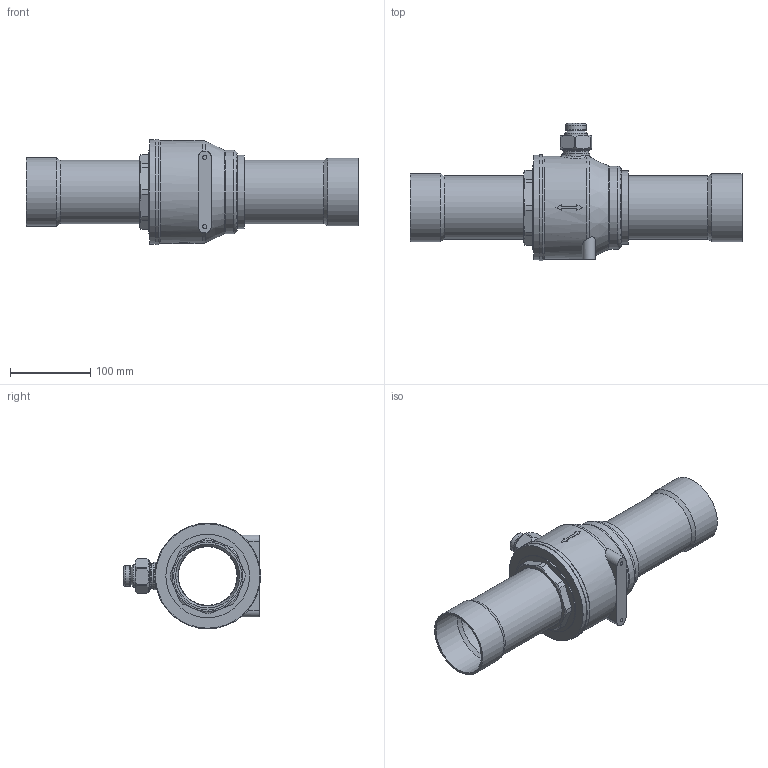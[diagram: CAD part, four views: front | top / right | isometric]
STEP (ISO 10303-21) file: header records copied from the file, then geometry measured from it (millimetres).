
FILE_DESCRIPTION(/* description */ (''),/* implementation_level */ '2;1');
FILE_NAME(/* name */ '009L7980R.stp',/* time_stamp */ '2022-08-08T16:58:15+03:00',/* author */ ('U403152'),/* organization */ (''),/* preprocessor_version */ 'ST-DEVELOPER v18.1',/* originating_system */ 'Autodesk Inventor 2020',/* authorisation */ '');
FILE_SCHEMA (('AUTOMOTIVE_DESIGN { 1 0 10303 214 3 1 1 }'));
Products named in the file (1): Part1
Bounding box: 413 x 170.55 x 131.5 mm (x, y, z)
Volume: 622944.1 mm3; surface area: 276577.3 mm2
Topology: 1 solids, 3 shells, 452 faces, 1245 edges, 843 vertices
Faces by surface type: bspline 257, plane 83, cylinder 74, cone 29, torus 9
Full cylindrical faces by diameter (mm): 5 x2, 21 x1, 25 x1, 28 x1, 28.4 x1, 31.2 x1, 33 x1, 33.4 x1, 34.5 x1, 73 x2, 74 x2, 79 x2, 79.6 x2, 79.7 x2, 84.6 x2, 91.4 x1, 92 x2, 100 x1, 103.5 x1, 104 x1, 116 x1, 118 x1, 118.5 x1, 121 x1, 128 x1, 130 x1, 131.5 x1
Entity records: 66463 total; most frequent: CARTESIAN_POINT 55545, ORIENTED_EDGE 2490, DIRECTION 1666, EDGE_CURVE 1245, VERTEX_POINT 843, AXIS2_PLACEMENT_3D 620, EDGE_LOOP 500, FACE_OUTER_BOUND 452
